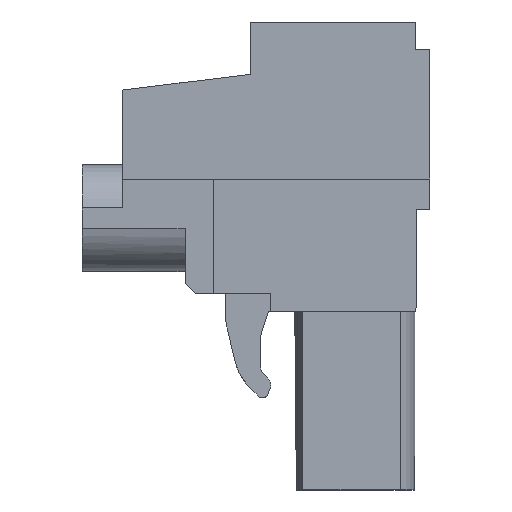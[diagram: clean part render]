
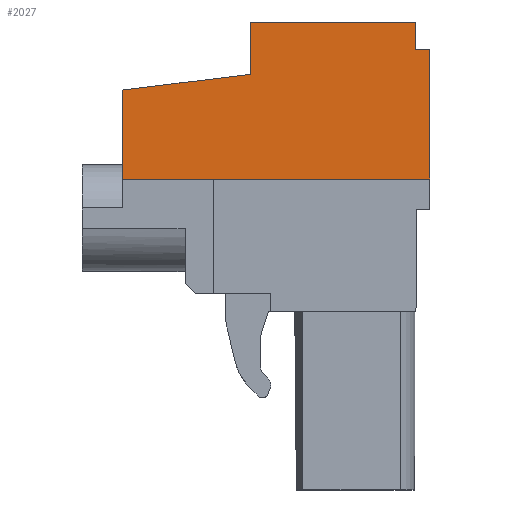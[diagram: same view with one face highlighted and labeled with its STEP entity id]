
A CAD part, left-side view. The second image highlights one B-rep face of the part: STEP entity #2027.
In plain terms, the highlighted planar face has unit normal (-1, 0, 0).
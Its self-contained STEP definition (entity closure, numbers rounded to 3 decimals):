
#1975=AXIS2_PLACEMENT_3D('Plane Axis2P3D',#1972,#1973,#1974) ;
#258=CARTESIAN_POINT('Vertex',(0.,0.,21.9)) ;
#261=CARTESIAN_POINT('Line Origine',(0.,0.,18.675)) ;
#265=CARTESIAN_POINT('Vertex',(0.,0.,15.45)) ;
#1956=CARTESIAN_POINT('Vertex',(0.,0.7,21.9)) ;
#1959=CARTESIAN_POINT('Line Origine',(0.,0.35,21.9)) ;
#1972=CARTESIAN_POINT('Axis2P3D Location',(0.,0.,0.)) ;
#1977=CARTESIAN_POINT('Line Origine',(0.,0.7,22.575)) ;
#1981=CARTESIAN_POINT('Vertex',(0.,0.7,23.25)) ;
#1984=CARTESIAN_POINT('Line Origine',(0.,4.8,23.25)) ;
#1988=CARTESIAN_POINT('Vertex',(0.,8.9,23.25)) ;
#1991=CARTESIAN_POINT('Line Origine',(0.,8.9,21.95)) ;
#1995=CARTESIAN_POINT('Vertex',(0.,8.9,20.65)) ;
#1998=CARTESIAN_POINT('Line Origine',(0.,12.075,20.26)) ;
#2002=CARTESIAN_POINT('Vertex',(0.,15.25,19.87)) ;
#2005=CARTESIAN_POINT('Line Origine',(0.,15.25,17.66)) ;
#2009=CARTESIAN_POINT('Vertex',(0.,15.25,15.45)) ;
#2012=CARTESIAN_POINT('Line Origine',(0.,7.625,15.45)) ;
#262=DIRECTION('Vector Direction',(0.,0.,-1.)) ;
#1960=DIRECTION('Vector Direction',(0.,-1.,0.)) ;
#1973=DIRECTION('Axis2P3D Direction',(-1.,0.,0.)) ;
#1974=DIRECTION('Axis2P3D XDirection',(0.,0.,1.)) ;
#1978=DIRECTION('Vector Direction',(0.,0.,-1.)) ;
#1985=DIRECTION('Vector Direction',(0.,-1.,0.)) ;
#1992=DIRECTION('Vector Direction',(0.,0.,1.)) ;
#1999=DIRECTION('Vector Direction',(0.,-0.993,0.122)) ;
#2006=DIRECTION('Vector Direction',(0.,0.,-1.)) ;
#2013=DIRECTION('Vector Direction',(0.,-1.,0.)) ;
#263=VECTOR('Line Direction',#262,1.) ;
#1961=VECTOR('Line Direction',#1960,1.) ;
#1979=VECTOR('Line Direction',#1978,1.) ;
#1986=VECTOR('Line Direction',#1985,1.) ;
#1993=VECTOR('Line Direction',#1992,1.) ;
#2000=VECTOR('Line Direction',#1999,1.) ;
#2007=VECTOR('Line Direction',#2006,1.) ;
#2014=VECTOR('Line Direction',#2013,1.) ;
#2018=ORIENTED_EDGE('',*,*,#267,.T.) ;
#2019=ORIENTED_EDGE('',*,*,#1963,.T.) ;
#2020=ORIENTED_EDGE('',*,*,#1983,.T.) ;
#2021=ORIENTED_EDGE('',*,*,#1990,.T.) ;
#2022=ORIENTED_EDGE('',*,*,#1997,.T.) ;
#2023=ORIENTED_EDGE('',*,*,#2004,.T.) ;
#2024=ORIENTED_EDGE('',*,*,#2011,.T.) ;
#2025=ORIENTED_EDGE('',*,*,#2016,.F.) ;
#2027=ADVANCED_FACE('HOUSING',(#2026),#1976,.T.) ;
#267=EDGE_CURVE('',#266,#259,#264,.F.) ;
#1963=EDGE_CURVE('',#259,#1957,#1962,.F.) ;
#1983=EDGE_CURVE('',#1957,#1982,#1980,.F.) ;
#1990=EDGE_CURVE('',#1982,#1989,#1987,.F.) ;
#1997=EDGE_CURVE('',#1989,#1996,#1994,.F.) ;
#2004=EDGE_CURVE('',#1996,#2003,#2001,.F.) ;
#2011=EDGE_CURVE('',#2003,#2010,#2008,.T.) ;
#2016=EDGE_CURVE('',#266,#2010,#2015,.F.) ;
#2017=EDGE_LOOP('',(#2018,#2019,#2020,#2021,#2022,#2023,#2024,#2025)) ;
#2026=FACE_OUTER_BOUND('',#2017,.T.) ;
#264=LINE('Line',#261,#263) ;
#1962=LINE('Line',#1959,#1961) ;
#1980=LINE('Line',#1977,#1979) ;
#1987=LINE('Line',#1984,#1986) ;
#1994=LINE('Line',#1991,#1993) ;
#2001=LINE('Line',#1998,#2000) ;
#2008=LINE('Line',#2005,#2007) ;
#2015=LINE('Line',#2012,#2014) ;
#1976=PLANE('',#1975) ;
#259=VERTEX_POINT('',#258) ;
#266=VERTEX_POINT('',#265) ;
#1957=VERTEX_POINT('',#1956) ;
#1982=VERTEX_POINT('',#1981) ;
#1989=VERTEX_POINT('',#1988) ;
#1996=VERTEX_POINT('',#1995) ;
#2003=VERTEX_POINT('',#2002) ;
#2010=VERTEX_POINT('',#2009) ;
